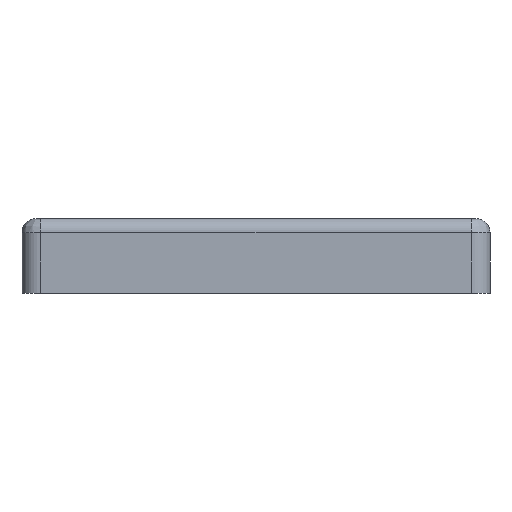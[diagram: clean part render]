
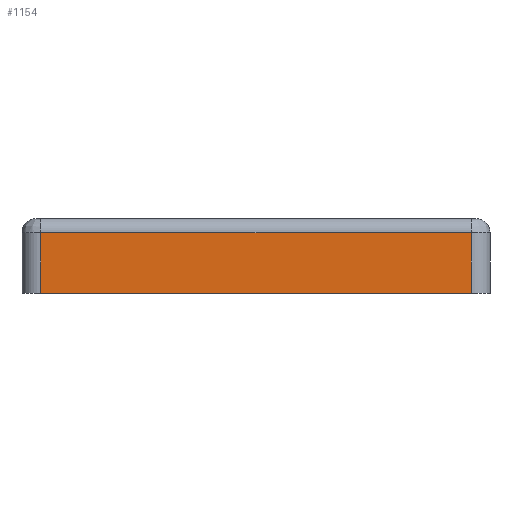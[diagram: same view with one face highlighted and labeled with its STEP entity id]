
A CAD part, front view. The second image highlights one B-rep face of the part: STEP entity #1154.
In plain terms, the highlighted planar face has unit normal (0, -1, 0).
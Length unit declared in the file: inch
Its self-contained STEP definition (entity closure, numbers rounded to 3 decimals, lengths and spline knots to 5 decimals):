
#377 = LINE ( 'NONE', #9789, #4925 ) ;
#562 = FACE_OUTER_BOUND ( 'NONE', #4017, .T. ) ;
#673 = ORIENTED_EDGE ( 'NONE', *, *, #3986, .F. ) ;
#1154 = ADVANCED_FACE ( 'NONE', ( #562 ), #1479, .F. ) ;
#1479 = PLANE ( 'NONE',  #3858 ) ;
#1495 = VERTEX_POINT ( 'NONE', #4898 ) ;
#1928 = DIRECTION ( 'NONE',  ( 0., 0., 1. ) ) ;
#2042 = DIRECTION ( 'NONE',  ( 1., 0., 0. ) ) ;
#2234 = VERTEX_POINT ( 'NONE', #6877 ) ;
#2382 = CARTESIAN_POINT ( 'NONE',  ( -1.9685, -1.9685, 0.62992 ) ) ;
#2634 = VECTOR ( 'NONE', #2042, 39.37008 ) ;
#2792 = CARTESIAN_POINT ( 'NONE',  ( -1.81102, -1.9685, 0.62992 ) ) ;
#3254 = DIRECTION ( 'NONE',  ( 0., 0., 1. ) ) ;
#3430 = CARTESIAN_POINT ( 'NONE',  ( -1.9685, -1.9685, 0. ) ) ;
#3782 = EDGE_CURVE ( 'NONE', #8555, #8792, #8035, .T. ) ;
#3858 = AXIS2_PLACEMENT_3D ( 'NONE', #2382, #8397, #3254 ) ;
#3986 = EDGE_CURVE ( 'NONE', #8792, #1495, #6635, .T. ) ;
#4017 = EDGE_LOOP ( 'NONE', ( #673, #5521, #10904, #7178 ) ) ;
#4283 = EDGE_CURVE ( 'NONE', #2234, #8555, #4908, .T. ) ;
#4639 = CARTESIAN_POINT ( 'NONE',  ( -1.9685, -1.9685, 0.51181 ) ) ;
#4898 = CARTESIAN_POINT ( 'NONE',  ( 1.81102, -1.9685, 0.51181 ) ) ;
#4908 = LINE ( 'NONE', #3430, #9209 ) ;
#4925 = VECTOR ( 'NONE', #8020, 39.37008 ) ;
#5521 = ORIENTED_EDGE ( 'NONE', *, *, #3782, .F. ) ;
#6635 = LINE ( 'NONE', #4639, #2634 ) ;
#6877 = CARTESIAN_POINT ( 'NONE',  ( 1.81102, -1.9685, 0. ) ) ;
#7178 = ORIENTED_EDGE ( 'NONE', *, *, #7933, .F. ) ;
#7933 = EDGE_CURVE ( 'NONE', #1495, #2234, #377, .T. ) ;
#8020 = DIRECTION ( 'NONE',  ( 0., 0., -1. ) ) ;
#8035 = LINE ( 'NONE', #2792, #10034 ) ;
#8397 = DIRECTION ( 'NONE',  ( 0., 1., 0. ) ) ;
#8555 = VERTEX_POINT ( 'NONE', #9801 ) ;
#8792 = VERTEX_POINT ( 'NONE', #10061 ) ;
#9209 = VECTOR ( 'NONE', #9419, 39.37008 ) ;
#9419 = DIRECTION ( 'NONE',  ( -1., 0., 0. ) ) ;
#9789 = CARTESIAN_POINT ( 'NONE',  ( 1.81102, -1.9685, 0.62992 ) ) ;
#9801 = CARTESIAN_POINT ( 'NONE',  ( -1.81102, -1.9685, 0. ) ) ;
#10034 = VECTOR ( 'NONE', #1928, 39.37008 ) ;
#10061 = CARTESIAN_POINT ( 'NONE',  ( -1.81102, -1.9685, 0.51181 ) ) ;
#10904 = ORIENTED_EDGE ( 'NONE', *, *, #4283, .F. ) ;
